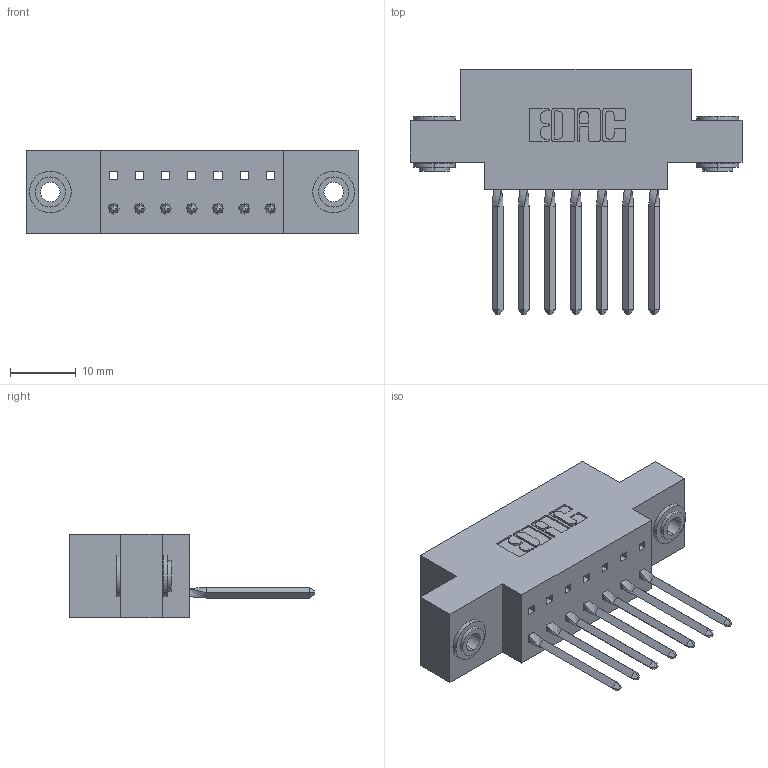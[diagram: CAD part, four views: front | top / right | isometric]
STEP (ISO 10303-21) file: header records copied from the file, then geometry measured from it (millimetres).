
FILE_DESCRIPTION (( 'STEP AP203' ), '1' );
FILE_NAME ('317-007-542-603.STEP', '2020-02-27T12:50:59', ( '' ), ( '' ), 'SwSTEP 2.0', 'SolidWorks 2016', '' );
FILE_SCHEMA (( 'CONFIG_CONTROL_DESIGN' ));
Length unit declared in the file: inch
Products named in the file (4): 317-290-003_542; 345-250-002_345-250-002-102; 317 Part_.156 Dia - TH; 317-007-542-603
Assembly tree (10 placements, depth 2):
  317-007-542-603
    317 Part_.156 Dia - TH
    317-290-003_542  x7
    345-250-002_345-250-002-102  x2
Bounding box: 50.44 x 37.34 x 12.7 mm (x, y, z)
Volume: 6881.1 mm3; surface area: 7831.1 mm2
Topology: 10 solids, 10 shells, 665 faces, 1870 edges, 1210 vertices
Faces by surface type: plane 516, cylinder 113, bspline 28, cone 8
Entity records: 14444 total; most frequent: CARTESIAN_POINT 2765, ORIENTED_EDGE 2428, DIRECTION 2130, EDGE_CURVE 1214, LINE 1020, VECTOR 1020, VERTEX_POINT 802, AXIS2_PLACEMENT_3D 555
